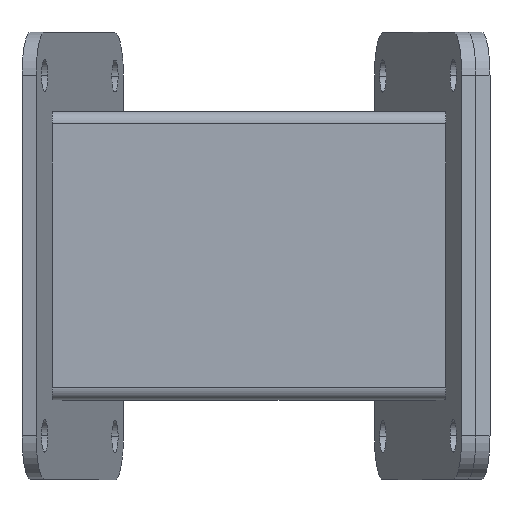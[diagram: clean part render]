
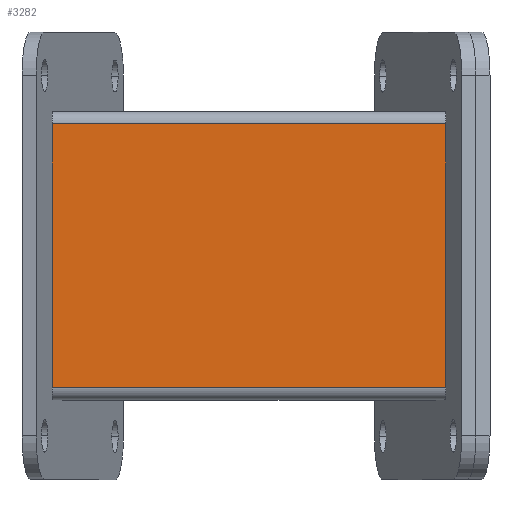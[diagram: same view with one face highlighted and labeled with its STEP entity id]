
A CAD part, top view. The second image highlights one B-rep face of the part: STEP entity #3282.
In plain terms, the highlighted planar face has unit normal (0, 0, 1).
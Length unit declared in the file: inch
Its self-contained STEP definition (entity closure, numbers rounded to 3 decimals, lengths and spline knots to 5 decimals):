
#24 = ORIENTED_EDGE ( 'NONE', *, *, #1710, .F. ) ;
#500 = DIRECTION ( 'NONE',  ( 0., 1., 0. ) ) ;
#505 = DIRECTION ( 'NONE',  ( 0., 0., -1. ) ) ;
#523 = PLANE ( 'NONE',  #2629 ) ;
#572 = LINE ( 'NONE', #2459, #1400 ) ;
#596 = VERTEX_POINT ( 'NONE', #1283 ) ;
#723 = CARTESIAN_POINT ( 'NONE',  ( -1.704, 1.25, 1.25 ) ) ;
#950 = ORIENTED_EDGE ( 'NONE', *, *, #2021, .F. ) ;
#1100 = CARTESIAN_POINT ( 'NONE',  ( 1.704, 1.142, 1.25 ) ) ;
#1283 = CARTESIAN_POINT ( 'NONE',  ( -1.704, -1.142, 1.25 ) ) ;
#1400 = VECTOR ( 'NONE', #2204, 39.37008 ) ;
#1524 = VECTOR ( 'NONE', #1854, 39.37008 ) ;
#1546 = DIRECTION ( 'NONE',  ( 0., 1., 0. ) ) ;
#1580 = LINE ( 'NONE', #723, #1965 ) ;
#1598 = FACE_OUTER_BOUND ( 'NONE', #3227, .T. ) ;
#1710 = EDGE_CURVE ( 'NONE', #2723, #2510, #572, .T. ) ;
#1805 = DIRECTION ( 'NONE',  ( 0., 1., 0. ) ) ;
#1854 = DIRECTION ( 'NONE',  ( -1., 0., 0. ) ) ;
#1965 = VECTOR ( 'NONE', #1546, 39.37008 ) ;
#2021 = EDGE_CURVE ( 'NONE', #2677, #596, #2861, .T. ) ;
#2022 = EDGE_CURVE ( 'NONE', #596, #2723, #1580, .T. ) ;
#2135 = VECTOR ( 'NONE', #500, 39.37008 ) ;
#2161 = LINE ( 'NONE', #2873, #2135 ) ;
#2204 = DIRECTION ( 'NONE',  ( 1., 0., 0. ) ) ;
#2388 = CARTESIAN_POINT ( 'NONE',  ( -1.704, -1.25, 1.25 ) ) ;
#2459 = CARTESIAN_POINT ( 'NONE',  ( -1.704, 1.142, 1.25 ) ) ;
#2483 = CARTESIAN_POINT ( 'NONE',  ( 1.704, -1.142, 1.25 ) ) ;
#2497 = ORIENTED_EDGE ( 'NONE', *, *, #2525, .T. ) ;
#2510 = VERTEX_POINT ( 'NONE', #1100 ) ;
#2525 = EDGE_CURVE ( 'NONE', #2677, #2510, #2161, .T. ) ;
#2629 = AXIS2_PLACEMENT_3D ( 'NONE', #2388, #505, #1805 ) ;
#2677 = VERTEX_POINT ( 'NONE', #2483 ) ;
#2723 = VERTEX_POINT ( 'NONE', #3347 ) ;
#2861 = LINE ( 'NONE', #3130, #1524 ) ;
#2873 = CARTESIAN_POINT ( 'NONE',  ( 1.704, 1.177, 1.25 ) ) ;
#3130 = CARTESIAN_POINT ( 'NONE',  ( -1.704, -1.142, 1.25 ) ) ;
#3227 = EDGE_LOOP ( 'NONE', ( #24, #3243, #950, #2497 ) ) ;
#3243 = ORIENTED_EDGE ( 'NONE', *, *, #2022, .F. ) ;
#3282 = ADVANCED_FACE ( 'NONE', ( #1598 ), #523, .F. ) ;
#3347 = CARTESIAN_POINT ( 'NONE',  ( -1.704, 1.142, 1.25 ) ) ;
